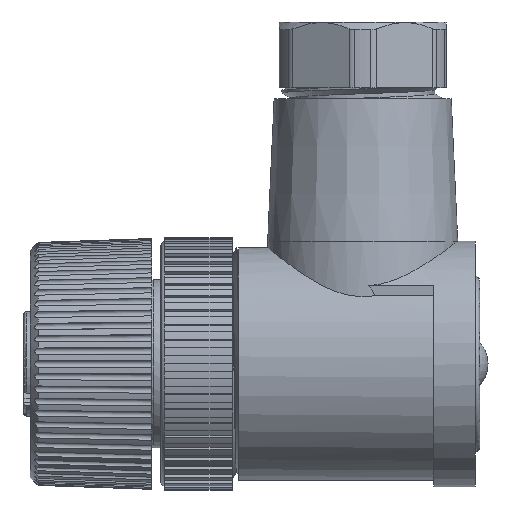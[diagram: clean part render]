
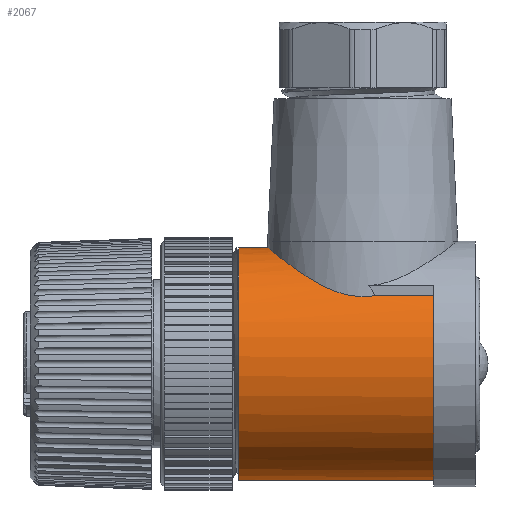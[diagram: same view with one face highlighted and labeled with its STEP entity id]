
A CAD part, front view. The second image highlights one B-rep face of the part: STEP entity #2067.
In plain terms, the highlighted cylindrical face has radius 9 mm (diameter 18 mm), a full revolution.
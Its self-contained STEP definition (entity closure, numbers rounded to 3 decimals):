
#194=LINE('',#13061,#750);
#195=LINE('',#13082,#751);
#750=VECTOR('',#10351,1.);
#751=VECTOR('',#10352,1.);
#1307=CYLINDRICAL_SURFACE('',#9290,9.);
#1998=ELLIPSE('',#9288,9.,9.);
#2067=ADVANCED_FACE('',(#3115,#3116),#1307,.T.);
#2833=B_SPLINE_CURVE_WITH_KNOTS('',3,(#13063,#13064,#13065,#13066,#13067,
#13068,#13069,#13070,#13071,#13072,#13073,#13074,#13075,#13076,#13077,#13078,
#13079,#13080),.UNSPECIFIED.,.F.,.F.,(4,2,2,2,2,2,2,2,4),(0.,0.125,0.25,
0.375,0.5,0.625,0.75,0.875,1.),.UNSPECIFIED.);
#2834=B_SPLINE_CURVE_WITH_KNOTS('',3,(#13083,#13084,#13085,#13086,#13087,
#13088,#13089,#13090,#13091,#13092,#13093,#13094,#13095,#13096),
 .UNSPECIFIED.,.F.,.F.,(4,2,2,2,2,2,4),(0.,0.125,0.25,0.375,0.5,0.75,1.),
 .UNSPECIFIED.);
#2835=B_SPLINE_CURVE_WITH_KNOTS('',3,(#13101,#13102,#13103,#13104,#13105,
#13106,#13107,#13108,#13109,#13110,#13111,#13112,#13113,#13114,#13115,#13116),
 .UNSPECIFIED.,.F.,.F.,(4,2,2,2,2,2,2,4),(0.,0.125,0.25,0.375,0.5,0.625,
0.75,1.),.UNSPECIFIED.);
#3115=FACE_BOUND('',#3229,.T.);
#3116=FACE_BOUND('',#3230,.T.);
#3229=EDGE_LOOP('',(#3826,#3827,#3828,#3829));
#3230=EDGE_LOOP('',(#3830,#3831,#3832,#3833));
#3826=ORIENTED_EDGE('',*,*,#7460,.F.);
#3827=ORIENTED_EDGE('',*,*,#7461,.T.);
#3828=ORIENTED_EDGE('',*,*,#7462,.F.);
#3829=ORIENTED_EDGE('',*,*,#7463,.T.);
#3830=ORIENTED_EDGE('',*,*,#7464,.F.);
#3831=ORIENTED_EDGE('',*,*,#7465,.T.);
#3832=ORIENTED_EDGE('',*,*,#7466,.F.);
#3833=ORIENTED_EDGE('',*,*,#7467,.T.);
#6564=VERTEX_POINT('',#13059);
#6565=VERTEX_POINT('',#13060);
#6566=VERTEX_POINT('',#13062);
#6567=VERTEX_POINT('',#13081);
#6568=VERTEX_POINT('',#13097);
#6569=VERTEX_POINT('',#13098);
#6570=VERTEX_POINT('',#13100);
#6571=VERTEX_POINT('',#13117);
#7460=EDGE_CURVE('',#6564,#6565,#8824,.T.);
#7461=EDGE_CURVE('',#6564,#6566,#194,.T.);
#7462=EDGE_CURVE('',#6567,#6566,#2833,.T.);
#7463=EDGE_CURVE('',#6567,#6565,#195,.T.);
#7464=EDGE_CURVE('',#6568,#6569,#2834,.T.);
#7465=EDGE_CURVE('',#6568,#6570,#1998,.T.);
#7466=EDGE_CURVE('',#6571,#6570,#2835,.T.);
#7467=EDGE_CURVE('',#6571,#6569,#8825,.T.);
#8824=CIRCLE('',#9287,9.);
#8825=CIRCLE('',#9289,9.);
#9287=AXIS2_PLACEMENT_3D('',#13058,#10349,#10350);
#9288=AXIS2_PLACEMENT_3D('',#13099,#10353,#10354);
#9289=AXIS2_PLACEMENT_3D('',#13118,#10355,#10356);
#9290=AXIS2_PLACEMENT_3D('',#13119,#10357,#10358);
#10349=DIRECTION('',(1.,0.,0.));
#10350=DIRECTION('',(0.,-1.,0.));
#10351=DIRECTION('',(-1.,0.,0.));
#10352=DIRECTION('',(1.,0.,0.));
#10353=DIRECTION('',(1.,0.,0.));
#10354=DIRECTION('',(0.,0.992,0.124));
#10355=DIRECTION('',(1.,0.,0.));
#10356=DIRECTION('',(0.,0.,-1.));
#10357=DIRECTION('',(1.,0.,0.));
#10358=DIRECTION('',(0.,-1.,0.));
#13058=CARTESIAN_POINT('',(36.7,0.,0.));
#13059=CARTESIAN_POINT('',(36.7,-7.291,5.277));
#13060=CARTESIAN_POINT('',(36.7,7.291,5.277));
#13061=CARTESIAN_POINT('',(34.415,-7.291,5.277));
#13062=CARTESIAN_POINT('',(32.13,-7.291,5.277));
#13063=CARTESIAN_POINT('',(32.13,7.291,5.277));
#13064=CARTESIAN_POINT('',(31.053,7.428,5.087));
#13065=CARTESIAN_POINT('',(29.904,7.308,5.278));
#13066=CARTESIAN_POINT('',(27.951,6.672,6.061));
#13067=CARTESIAN_POINT('',(27.1,6.179,6.595));
#13068=CARTESIAN_POINT('',(25.624,4.888,7.601));
#13069=CARTESIAN_POINT('',(25.011,4.101,8.075));
#13070=CARTESIAN_POINT('',(24.11,2.203,8.785));
#13071=CARTESIAN_POINT('',(23.852,1.11,8.998));
#13072=CARTESIAN_POINT('',(23.848,-1.081,9.002));
#13073=CARTESIAN_POINT('',(24.104,-2.183,8.789));
#13074=CARTESIAN_POINT('',(24.997,-4.079,8.086));
#13075=CARTESIAN_POINT('',(25.621,-4.884,7.604));
#13076=CARTESIAN_POINT('',(27.095,-6.175,6.598));
#13077=CARTESIAN_POINT('',(27.944,-6.669,6.064));
#13078=CARTESIAN_POINT('',(29.9,-7.307,5.279));
#13079=CARTESIAN_POINT('',(31.058,-7.428,5.088));
#13080=CARTESIAN_POINT('',(32.13,-7.291,5.277));
#13081=CARTESIAN_POINT('',(32.13,7.291,5.277));
#13082=CARTESIAN_POINT('',(34.415,7.291,5.277));
#13083=CARTESIAN_POINT('',(21.1,1.35,-8.898));
#13084=CARTESIAN_POINT('',(21.121,2.898,-8.663));
#13085=CARTESIAN_POINT('',(21.142,4.395,-8.009));
#13086=CARTESIAN_POINT('',(21.183,6.849,-6.047));
#13087=CARTESIAN_POINT('',(21.204,7.809,-4.742));
#13088=CARTESIAN_POINT('',(21.246,8.953,-1.819));
#13089=CARTESIAN_POINT('',(21.267,9.133,-0.194));
#13090=CARTESIAN_POINT('',(21.308,8.662,2.903));
#13091=CARTESIAN_POINT('',(21.329,8.014,4.388));
#13092=CARTESIAN_POINT('',(21.392,5.064,8.08));
#13093=CARTESIAN_POINT('',(21.433,1.779,9.374));
#13094=CARTESIAN_POINT('',(21.517,-4.483,8.422));
#13095=CARTESIAN_POINT('',(21.558,-7.224,6.235));
#13096=CARTESIAN_POINT('',(21.6,-8.381,3.281));
#13097=CARTESIAN_POINT('',(21.1,1.35,-8.898));
#13098=CARTESIAN_POINT('',(21.6,-8.381,3.281));
#13099=CARTESIAN_POINT('',(21.1,0.,0.));
#13100=CARTESIAN_POINT('',(21.1,2.563,-8.627));
#13101=CARTESIAN_POINT('',(21.6,-8.753,2.094));
#13102=CARTESIAN_POINT('',(21.579,-8.384,3.636));
#13103=CARTESIAN_POINT('',(21.558,-7.612,5.054));
#13104=CARTESIAN_POINT('',(21.516,-5.438,7.343));
#13105=CARTESIAN_POINT('',(21.496,-4.056,8.185));
#13106=CARTESIAN_POINT('',(21.454,-1.056,9.074));
#13107=CARTESIAN_POINT('',(21.433,0.576,9.118));
#13108=CARTESIAN_POINT('',(21.392,3.632,8.383));
#13109=CARTESIAN_POINT('',(21.371,5.055,7.61));
#13110=CARTESIAN_POINT('',(21.329,7.33,5.452));
#13111=CARTESIAN_POINT('',(21.308,8.185,4.058));
#13112=CARTESIAN_POINT('',(21.267,9.074,1.054));
#13113=CARTESIAN_POINT('',(21.246,9.119,-0.565));
#13114=CARTESIAN_POINT('',(21.183,8.02,-5.155));
#13115=CARTESIAN_POINT('',(21.142,5.594,-7.727));
#13116=CARTESIAN_POINT('',(21.1,2.563,-8.627));
#13117=CARTESIAN_POINT('',(21.6,-8.753,2.094));
#13118=CARTESIAN_POINT('',(21.6,0.,0.));
#13119=CARTESIAN_POINT('',(17.9,0.,0.));
